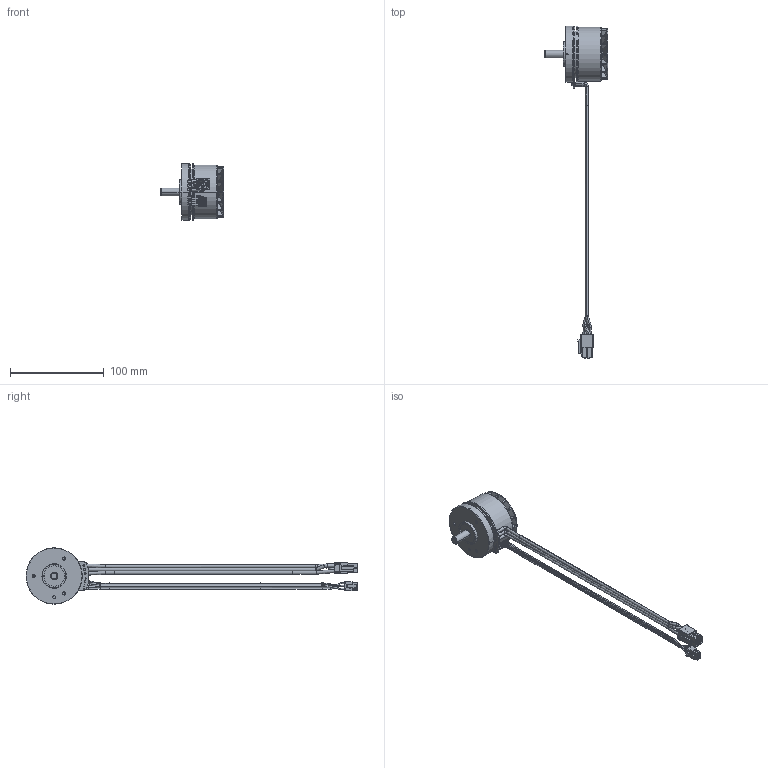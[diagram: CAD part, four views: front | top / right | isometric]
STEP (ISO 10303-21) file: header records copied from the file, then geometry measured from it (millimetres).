
FILE_DESCRIPTION((''),'2;1');
FILE_NAME('5495534_SW0001','2019-02-25T',('mmagvisi'),(''),'CREO PARAMETRIC BY PTC INC, 2017300','CREO PARAMETRIC BY PTC INC, 2017300','');
FILE_SCHEMA(('CONFIG_CONTROL_DESIGN'));
Length unit declared in the file: millimetre
Products named in the file (1): 5495534_SW0001
Bounding box: 68.19 x 353.93 x 60 mm (x, y, z)
Volume: 117364.8 mm3; surface area: 40821.1 mm2
Topology: 5 solids, 5 shells, 1149 faces, 3031 edges, 1926 vertices
Faces by surface type: plane 620, cylinder 340, torus 97, bspline 64, cone 28
Entity records: 54041 total; most frequent: CARTESIAN_POINT 11151, ORIENTED_EDGE 6046, DIRECTION 5881, PRESENTATION_STYLE_ASSIGNMENT 3734, STYLED_ITEM 3058, CURVE_STYLE 3023, EDGE_CURVE 3023, AXIS2_PLACEMENT_3D 1988
